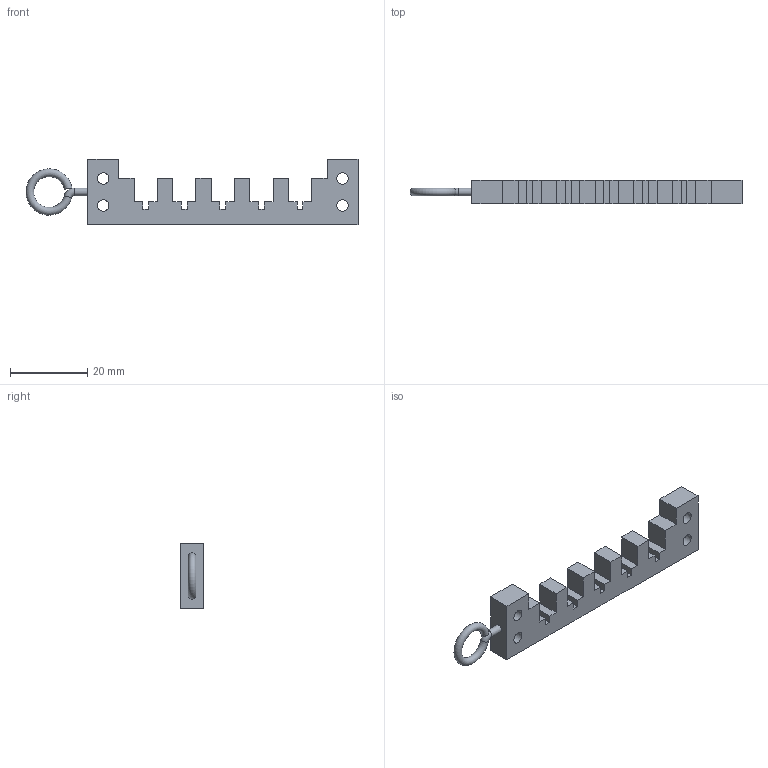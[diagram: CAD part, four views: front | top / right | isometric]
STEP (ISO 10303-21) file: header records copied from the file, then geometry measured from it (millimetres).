
FILE_DESCRIPTION (( 'STEP AP214' ), '1' );
FILE_NAME ('MSL_Mold_101393(01)_A.step', '2023-03-15T08:58:49', ( '' ), ( '' ), 'SwSTEP 2.0', 'SolidWorks 2021', '' );
FILE_SCHEMA (( 'AUTOMOTIVE_DESIGN' ));
Length unit declared in the file: millimetre
Products named in the file (1): MSL_Mold_101393(01)_A
Bounding box: 86 x 6 x 17 mm (x, y, z)
Volume: 8470.7 mm3; surface area: 6627.3 mm2
Topology: 2 solids, 2 shells, 112 faces, 319 edges, 212 vertices
Faces by surface type: plane 101, cylinder 9, torus 2
Full cylindrical faces by diameter (mm): 2 x1, 3 x8
Entity records: 3607 total; most frequent: CARTESIAN_POINT 633, ORIENTED_EDGE 616, DIRECTION 554, EDGE_CURVE 308, VECTOR 288, LINE 288, VERTEX_POINT 212, EDGE_LOOP 140
